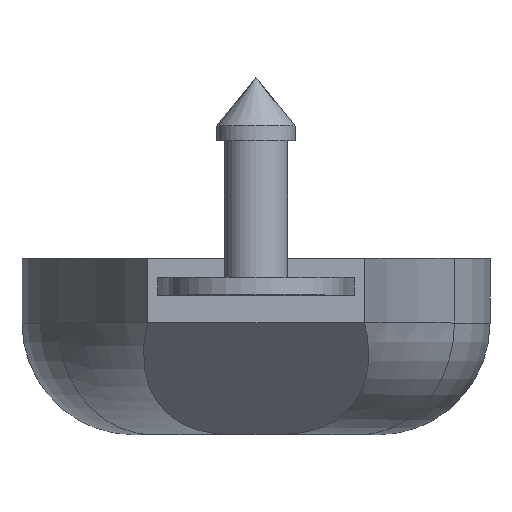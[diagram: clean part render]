
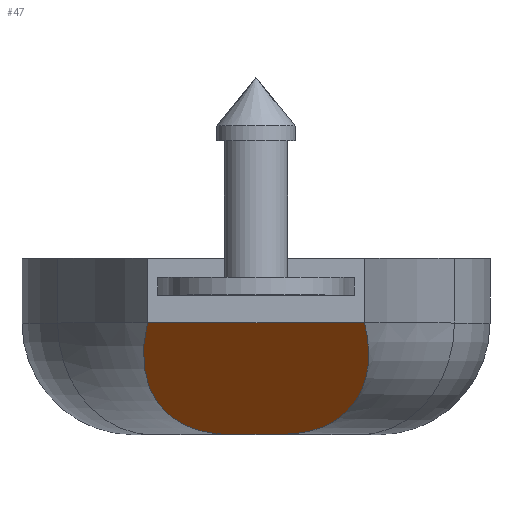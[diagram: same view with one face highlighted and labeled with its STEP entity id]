
A CAD part, top view. The second image highlights one B-rep face of the part: STEP entity #47.
In plain terms, the highlighted planar face has unit normal (0, -0.707, 0.707).
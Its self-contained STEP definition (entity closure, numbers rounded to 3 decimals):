
#47 = ADVANCED_FACE ( 'NONE', ( #177 ), #264, .F. ) ;
#54 = CARTESIAN_POINT ( 'NONE',  ( -8.485, -9.638, 24.262 ) ) ;
#63 = CARTESIAN_POINT ( 'NONE',  ( 8.461, -9.655, 24.245 ) ) ;
#64 = CARTESIAN_POINT ( 'NONE',  ( -8.008, -9.958, 23.942 ) ) ;
#67 = CARTESIAN_POINT ( 'NONE',  ( 11.25, -0.506, 33.394 ) ) ;
#88 = EDGE_CURVE ( 'NONE', #574, #179, #107, .T. ) ;
#93 = DIRECTION ( 'NONE',  ( 1., 0., 0. ) ) ;
#96 = ORIENTED_EDGE ( 'NONE', *, *, #486, .T. ) ;
#107 = LINE ( 'NONE', #578, #236 ) ;
#153 = CARTESIAN_POINT ( 'NONE',  ( -3.653, -11.277, 22.623 ) ) ;
#158 = CARTESIAN_POINT ( 'NONE',  ( -11.496, -4.15, 29.75 ) ) ;
#167 = CARTESIAN_POINT ( 'NONE',  ( 9.178, -9.074, 24.826 ) ) ;
#177 = FACE_OUTER_BOUND ( 'NONE', #324, .T. ) ;
#179 = VERTEX_POINT ( 'NONE', #969 ) ;
#233 = CARTESIAN_POINT ( 'NONE',  ( 2.772, -11.3, 22.6 ) ) ;
#236 = VECTOR ( 'NONE', #93, 1000. ) ;
#253 = CARTESIAN_POINT ( 'NONE',  ( -11.202, -5.673, 28.227 ) ) ;
#257 = CARTESIAN_POINT ( 'NONE',  ( 7.814, -10.073, 23.827 ) ) ;
#258 = CARTESIAN_POINT ( 'NONE',  ( -4.941, -11.114, 22.786 ) ) ;
#260 = CARTESIAN_POINT ( 'NONE',  ( 11.104, -6., 27.9 ) ) ;
#264 = PLANE ( 'NONE',  #741 ) ;
#324 = EDGE_LOOP ( 'NONE', ( #1104, #557, #96, #1185 ) ) ;
#344 = VECTOR ( 'NONE', #938, 1000. ) ;
#352 = CARTESIAN_POINT ( 'NONE',  ( 10.457, -7.462, 26.438 ) ) ;
#353 = CARTESIAN_POINT ( 'NONE',  ( -8.331, -9.747, 24.153 ) ) ;
#356 = CARTESIAN_POINT ( 'NONE',  ( -10.766, -6.868, 27.032 ) ) ;
#359 = CARTESIAN_POINT ( 'NONE',  ( 9.893, -8.296, 25.604 ) ) ;
#360 = CARTESIAN_POINT ( 'NONE',  ( -11.112, -5.977, 27.923 ) ) ;
#362 = CARTESIAN_POINT ( 'NONE',  ( 10.286, -7.744, 26.156 ) ) ;
#440 = CARTESIAN_POINT ( 'NONE',  ( 3.649, -11.278, 22.622 ) ) ;
#444 = B_SPLINE_CURVE_WITH_KNOTS ( 'NONE', 3,
 ( #456, #445, #1009, #814, #1216, #158, #1103, #253, #360, #539, #356, #810, #451, #1202, #921, #447, #634, #54, #353, #64, #736, #1116, #727, #830, #643, #258, #932, #153, #819, #550 ),
 .UNSPECIFIED., .F., .F.,
 ( 4, 2, 2, 2, 2, 2, 2, 2, 2, 2, 2, 2, 2, 2, 4 ),
 ( 0., 0.003, 0.005, 0.008, 0.009, 0.01, 0.012, 0.013, 0.014, 0.015, 0.015, 0.017, 0.018, 0.019, 0.021 ),
 .UNSPECIFIED. ) ;
#445 = CARTESIAN_POINT ( 'NONE',  ( -11.25, -0.506, 33.394 ) ) ;
#447 = CARTESIAN_POINT ( 'NONE',  ( -9.194, -9.059, 24.841 ) ) ;
#450 = CARTESIAN_POINT ( 'NONE',  ( 7.298, -10.355, 23.545 ) ) ;
#451 = CARTESIAN_POINT ( 'NONE',  ( -10.294, -7.732, 26.168 ) ) ;
#455 = CARTESIAN_POINT ( 'NONE',  ( 8.304, -9.765, 24.135 ) ) ;
#456 = CARTESIAN_POINT ( 'NONE',  ( -11.091, 0.1, 34. ) ) ;
#486 = EDGE_CURVE ( 'NONE', #889, #574, #444, .T. ) ;
#492 = DIRECTION ( 'NONE',  ( 0., 0.707, -0.707 ) ) ;
#539 = CARTESIAN_POINT ( 'NONE',  ( -10.894, -6.574, 27.326 ) ) ;
#550 = CARTESIAN_POINT ( 'NONE',  ( -2.772, -11.3, 22.6 ) ) ;
#557 = ORIENTED_EDGE ( 'NONE', *, *, #965, .F. ) ;
#574 = VERTEX_POINT ( 'NONE', #851 ) ;
#578 = CARTESIAN_POINT ( 'NONE',  ( -24., -11.3, 22.6 ) ) ;
#611 = CARTESIAN_POINT ( 'NONE',  ( 4.926, -11.117, 22.783 ) ) ;
#634 = CARTESIAN_POINT ( 'NONE',  ( -8.927, -9.299, 24.601 ) ) ;
#639 = CARTESIAN_POINT ( 'NONE',  ( 5.752, -10.929, 22.971 ) ) ;
#643 = CARTESIAN_POINT ( 'NONE',  ( -5.774, -10.923, 22.977 ) ) ;
#649 = CARTESIAN_POINT ( 'NONE',  ( 6.162, -10.807, 23.093 ) ) ;
#662 = VERTEX_POINT ( 'NONE', #668 ) ;
#668 = CARTESIAN_POINT ( 'NONE',  ( 11.091, 0.1, 34. ) ) ;
#726 = CARTESIAN_POINT ( 'NONE',  ( 11.369, -1.119, 32.781 ) ) ;
#727 = CARTESIAN_POINT ( 'NONE',  ( -6.955, -10.511, 23.389 ) ) ;
#730 = CARTESIAN_POINT ( 'NONE',  ( 11.516, -2.343, 31.557 ) ) ;
#735 = CARTESIAN_POINT ( 'NONE',  ( 11.416, -4.784, 29.116 ) ) ;
#736 = CARTESIAN_POINT ( 'NONE',  ( -7.839, -10.059, 23.841 ) ) ;
#740 = CARTESIAN_POINT ( 'NONE',  ( 10.885, -6.595, 27.305 ) ) ;
#741 = AXIS2_PLACEMENT_3D ( 'NONE', #867, #492, #1141 ) ;
#754 = LINE ( 'NONE', #943, #344 ) ;
#810 = CARTESIAN_POINT ( 'NONE',  ( -10.466, -7.447, 26.453 ) ) ;
#814 = CARTESIAN_POINT ( 'NONE',  ( -11.515, -2.326, 31.574 ) ) ;
#818 = CARTESIAN_POINT ( 'NONE',  ( 6.933, -10.52, 23.38 ) ) ;
#819 = CARTESIAN_POINT ( 'NONE',  ( -3.21, -11.3, 22.6 ) ) ;
#829 = CARTESIAN_POINT ( 'NONE',  ( 7.981, -9.974, 23.926 ) ) ;
#830 = CARTESIAN_POINT ( 'NONE',  ( -6.184, -10.801, 23.099 ) ) ;
#851 = CARTESIAN_POINT ( 'NONE',  ( -2.772, -11.3, 22.6 ) ) ;
#867 = CARTESIAN_POINT ( 'NONE',  ( -24., 0.1, 34. ) ) ;
#882 = B_SPLINE_CURVE_WITH_KNOTS ( 'NONE', 3,
 ( #233, #908, #440, #1098, #611, #639, #649, #818, #450, #257, #829, #455, #63, #920, #167, #1023, #359, #362, #352, #1205, #740, #260, #941, #735, #931, #1012, #730, #726, #67, #1024 ),
 .UNSPECIFIED., .F., .F.,
 ( 4, 2, 2, 2, 2, 2, 2, 2, 2, 2, 2, 2, 2, 2, 4 ),
 ( 0.003, 0.004, 0.005, 0.007, 0.008, 0.009, 0.009, 0.011, 0.012, 0.013, 0.015, 0.016, 0.018, 0.021, 0.024 ),
 .UNSPECIFIED. ) ;
#889 = VERTEX_POINT ( 'NONE', #1187 ) ;
#908 = CARTESIAN_POINT ( 'NONE',  ( 3.21, -11.3, 22.6 ) ) ;
#920 = CARTESIAN_POINT ( 'NONE',  ( 8.908, -9.316, 24.584 ) ) ;
#921 = CARTESIAN_POINT ( 'NONE',  ( -9.681, -8.553, 25.347 ) ) ;
#931 = CARTESIAN_POINT ( 'NONE',  ( 11.494, -4.175, 29.725 ) ) ;
#932 = CARTESIAN_POINT ( 'NONE',  ( -4.517, -11.185, 22.715 ) ) ;
#938 = DIRECTION ( 'NONE',  ( 1., 0., 0. ) ) ;
#941 = CARTESIAN_POINT ( 'NONE',  ( 11.196, -5.696, 28.204 ) ) ;
#943 = CARTESIAN_POINT ( 'NONE',  ( -11.091, 0.1, 34. ) ) ;
#965 = EDGE_CURVE ( 'NONE', #889, #662, #754, .T. ) ;
#969 = CARTESIAN_POINT ( 'NONE',  ( 2.772, -11.3, 22.6 ) ) ;
#1009 = CARTESIAN_POINT ( 'NONE',  ( -11.368, -1.113, 32.787 ) ) ;
#1012 = CARTESIAN_POINT ( 'NONE',  ( 11.544, -2.954, 30.946 ) ) ;
#1023 = CARTESIAN_POINT ( 'NONE',  ( 9.67, -8.565, 25.335 ) ) ;
#1024 = CARTESIAN_POINT ( 'NONE',  ( 11.091, 0.1, 34. ) ) ;
#1098 = CARTESIAN_POINT ( 'NONE',  ( 4.505, -11.186, 22.714 ) ) ;
#1103 = CARTESIAN_POINT ( 'NONE',  ( -11.42, -4.759, 29.141 ) ) ;
#1104 = ORIENTED_EDGE ( 'NONE', *, *, #1131, .T. ) ;
#1116 = CARTESIAN_POINT ( 'NONE',  ( -7.32, -10.344, 23.556 ) ) ;
#1131 = EDGE_CURVE ( 'NONE', #179, #662, #882, .T. ) ;
#1141 = DIRECTION ( 'NONE',  ( 0., 0.707, 0.707 ) ) ;
#1185 = ORIENTED_EDGE ( 'NONE', *, *, #88, .T. ) ;
#1187 = CARTESIAN_POINT ( 'NONE',  ( -11.091, 0.1, 34. ) ) ;
#1202 = CARTESIAN_POINT ( 'NONE',  ( -9.9, -8.287, 25.613 ) ) ;
#1205 = CARTESIAN_POINT ( 'NONE',  ( 10.757, -6.887, 27.013 ) ) ;
#1216 = CARTESIAN_POINT ( 'NONE',  ( -11.544, -2.934, 30.966 ) ) ;
